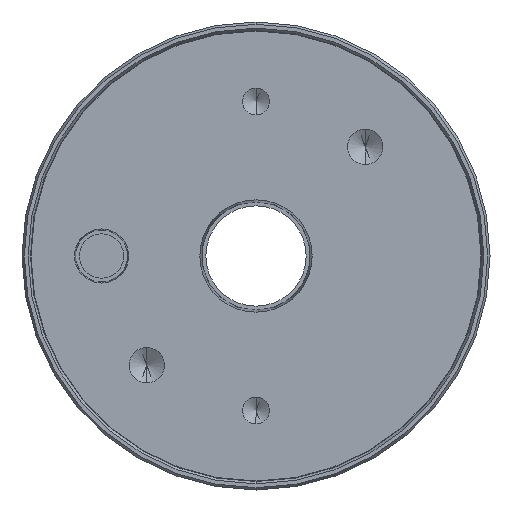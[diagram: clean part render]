
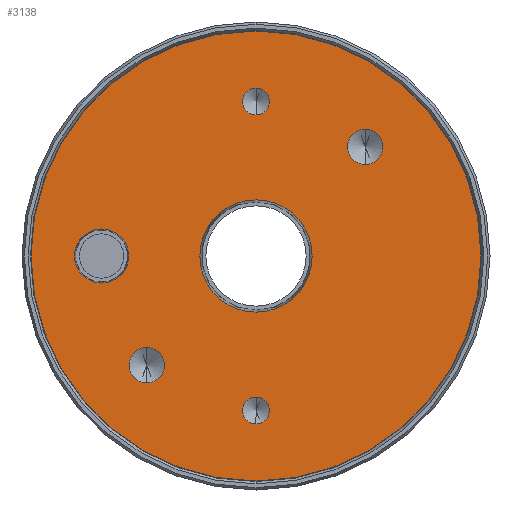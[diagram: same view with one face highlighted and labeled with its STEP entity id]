
A CAD part, front view. The second image highlights one B-rep face of the part: STEP entity #3138.
In plain terms, the highlighted planar face has unit normal (0, -1, 0).
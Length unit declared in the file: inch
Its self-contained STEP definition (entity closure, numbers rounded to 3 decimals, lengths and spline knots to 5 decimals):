
#2 = CARTESIAN_POINT ( 'NONE',  ( 0., 0., 1.155 ) ) ;
#35 = EDGE_CURVE ( 'NONE', #1872, #2837, #2111, .T. ) ;
#40 = DIRECTION ( 'NONE',  ( 0., -1., 0. ) ) ;
#107 = EDGE_CURVE ( 'NONE', #1524, #408, #1459, .T. ) ;
#126 = EDGE_CURVE ( 'NONE', #1440, #2220, #1256, .T. ) ;
#134 = VERTEX_POINT ( 'NONE', #1782 ) ;
#189 = DIRECTION ( 'NONE',  ( 0., 0., 1. ) ) ;
#207 = EDGE_LOOP ( 'NONE', ( #3286, #2436 ) ) ;
#218 = VERTEX_POINT ( 'NONE', #1323 ) ;
#237 = DIRECTION ( 'NONE',  ( 0., -1., 0. ) ) ;
#272 = EDGE_CURVE ( 'NONE', #408, #1524, #1196, .T. ) ;
#282 = AXIS2_PLACEMENT_3D ( 'NONE', #2544, #237, #1011 ) ;
#283 = EDGE_CURVE ( 'NONE', #2112, #2207, #1448, .T. ) ;
#315 = DIRECTION ( 'NONE',  ( 0., -1., 0. ) ) ;
#320 = CIRCLE ( 'NONE', #2265, 0.1005 ) ;
#338 = CARTESIAN_POINT ( 'NONE',  ( 0., 0., -1.155 ) ) ;
#371 = DIRECTION ( 'NONE',  ( 0., 0., 1. ) ) ;
#377 = CARTESIAN_POINT ( 'NONE',  ( 0., 0., -1.0545 ) ) ;
#408 = VERTEX_POINT ( 'NONE', #3335 ) ;
#410 = EDGE_CURVE ( 'NONE', #2412, #3353, #1825, .T. ) ;
#447 = FACE_BOUND ( 'NONE', #1392, .T. ) ;
#467 = ORIENTED_EDGE ( 'NONE', *, *, #2783, .F. ) ;
#494 = DIRECTION ( 'NONE',  ( 0., 1., 0. ) ) ;
#500 = DIRECTION ( 'NONE',  ( 0., -1., 0. ) ) ;
#526 = DIRECTION ( 'NONE',  ( 0., 0., -1. ) ) ;
#573 = EDGE_LOOP ( 'NONE', ( #1543, #1376 ) ) ;
#577 = ORIENTED_EDGE ( 'NONE', *, *, #35, .F. ) ;
#714 = CARTESIAN_POINT ( 'NONE',  ( 0., 0., -0.42 ) ) ;
#735 = DIRECTION ( 'NONE',  ( 0., 0., 1. ) ) ;
#812 = AXIS2_PLACEMENT_3D ( 'NONE', #2944, #1191, #2422 ) ;
#839 = EDGE_CURVE ( 'NONE', #134, #1431, #2072, .T. ) ;
#872 = DIRECTION ( 'NONE',  ( 0., 0., 1. ) ) ;
#907 = DIRECTION ( 'NONE',  ( 0., 0., 1. ) ) ;
#923 = FACE_OUTER_BOUND ( 'NONE', #207, .T. ) ;
#939 = FACE_BOUND ( 'NONE', #1240, .T. ) ;
#1011 = DIRECTION ( 'NONE',  ( 0., 0., 1. ) ) ;
#1053 = EDGE_CURVE ( 'NONE', #218, #3111, #1264, .T. ) ;
#1057 = ORIENTED_EDGE ( 'NONE', *, *, #2493, .F. ) ;
#1070 = DIRECTION ( 'NONE',  ( 0., 0., 1. ) ) ;
#1095 = ORIENTED_EDGE ( 'NONE', *, *, #1053, .F. ) ;
#1097 = DIRECTION ( 'NONE',  ( 0., 0., 1. ) ) ;
#1102 = CARTESIAN_POINT ( 'NONE',  ( 0., 0., 0.42 ) ) ;
#1134 = EDGE_CURVE ( 'NONE', #2837, #1872, #2012, .T. ) ;
#1171 = CARTESIAN_POINT ( 'NONE',  ( 0., 0., -1.155 ) ) ;
#1179 = FACE_BOUND ( 'NONE', #2070, .T. ) ;
#1191 = DIRECTION ( 'NONE',  ( 0., -1., 0. ) ) ;
#1196 = CIRCLE ( 'NONE', #812, 0.1005 ) ;
#1218 = PLANE ( 'NONE',  #1994 ) ;
#1240 = EDGE_LOOP ( 'NONE', ( #3209, #1303 ) ) ;
#1256 = CIRCLE ( 'NONE', #282, 0.13281 ) ;
#1258 = CARTESIAN_POINT ( 'NONE',  ( 0., 0., 0. ) ) ;
#1264 = CIRCLE ( 'NONE', #2861, 0.1005 ) ;
#1303 = ORIENTED_EDGE ( 'NONE', *, *, #272, .F. ) ;
#1323 = CARTESIAN_POINT ( 'NONE',  ( 0., 0., -1.2555 ) ) ;
#1351 = CIRCLE ( 'NONE', #1819, 1.6825 ) ;
#1352 = CIRCLE ( 'NONE', #2308, 0.42 ) ;
#1355 = DIRECTION ( 'NONE',  ( 0., 0., 1. ) ) ;
#1364 = DIRECTION ( 'NONE',  ( 0., -1., 0. ) ) ;
#1376 = ORIENTED_EDGE ( 'NONE', *, *, #1917, .F. ) ;
#1392 = EDGE_LOOP ( 'NONE', ( #1057, #3180 ) ) ;
#1416 = AXIS2_PLACEMENT_3D ( 'NONE', #3031, #2505, #735 ) ;
#1431 = VERTEX_POINT ( 'NONE', #2168 ) ;
#1440 = VERTEX_POINT ( 'NONE', #3193 ) ;
#1448 = CIRCLE ( 'NONE', #2902, 0.42 ) ;
#1459 = CIRCLE ( 'NONE', #1841, 0.1005 ) ;
#1505 = DIRECTION ( 'NONE',  ( 0., -1., 0. ) ) ;
#1524 = VERTEX_POINT ( 'NONE', #2773 ) ;
#1543 = ORIENTED_EDGE ( 'NONE', *, *, #839, .F. ) ;
#1577 = CARTESIAN_POINT ( 'NONE',  ( -1.155, 0., -0.2025 ) ) ;
#1634 = AXIS2_PLACEMENT_3D ( 'NONE', #1888, #315, #2891 ) ;
#1670 = DIRECTION ( 'NONE',  ( 0., -1., 0. ) ) ;
#1675 = AXIS2_PLACEMENT_3D ( 'NONE', #3307, #1990, #3282 ) ;
#1782 = CARTESIAN_POINT ( 'NONE',  ( 0.81671, 0., 0.94952 ) ) ;
#1819 = AXIS2_PLACEMENT_3D ( 'NONE', #2916, #1364, #2382 ) ;
#1825 = CIRCLE ( 'NONE', #2413, 1.6825 ) ;
#1841 = AXIS2_PLACEMENT_3D ( 'NONE', #2, #1505, #3073 ) ;
#1866 = CARTESIAN_POINT ( 'NONE',  ( 0., 0., 0. ) ) ;
#1871 = CARTESIAN_POINT ( 'NONE',  ( -0.81671, 0., -0.68389 ) ) ;
#1872 = VERTEX_POINT ( 'NONE', #1577 ) ;
#1888 = CARTESIAN_POINT ( 'NONE',  ( 0.81671, 0., 0.81671 ) ) ;
#1917 = EDGE_CURVE ( 'NONE', #1431, #134, #2285, .T. ) ;
#1990 = DIRECTION ( 'NONE',  ( 0., -1., 0. ) ) ;
#1994 = AXIS2_PLACEMENT_3D ( 'NONE', #1258, #494, #526 ) ;
#1999 = CARTESIAN_POINT ( 'NONE',  ( 0., 0., 1.6825 ) ) ;
#2012 = CIRCLE ( 'NONE', #1416, 0.2025 ) ;
#2070 = EDGE_LOOP ( 'NONE', ( #2377, #1095 ) ) ;
#2072 = CIRCLE ( 'NONE', #2490, 0.13281 ) ;
#2111 = CIRCLE ( 'NONE', #1675, 0.2025 ) ;
#2112 = VERTEX_POINT ( 'NONE', #714 ) ;
#2127 = DIRECTION ( 'NONE',  ( 0., -1., 0. ) ) ;
#2168 = CARTESIAN_POINT ( 'NONE',  ( 0.81671, 0., 0.68389 ) ) ;
#2169 = EDGE_LOOP ( 'NONE', ( #2823, #577 ) ) ;
#2207 = VERTEX_POINT ( 'NONE', #1102 ) ;
#2220 = VERTEX_POINT ( 'NONE', #1871 ) ;
#2265 = AXIS2_PLACEMENT_3D ( 'NONE', #1171, #2627, #1355 ) ;
#2285 = CIRCLE ( 'NONE', #1634, 0.13281 ) ;
#2308 = AXIS2_PLACEMENT_3D ( 'NONE', #1866, #3196, #1097 ) ;
#2376 = CARTESIAN_POINT ( 'NONE',  ( 0., 0., -1.6825 ) ) ;
#2377 = ORIENTED_EDGE ( 'NONE', *, *, #2708, .F. ) ;
#2382 = DIRECTION ( 'NONE',  ( 0., 0., 1. ) ) ;
#2412 = VERTEX_POINT ( 'NONE', #1999 ) ;
#2413 = AXIS2_PLACEMENT_3D ( 'NONE', #2744, #500, #189 ) ;
#2418 = CARTESIAN_POINT ( 'NONE',  ( -1.155, 0., 0.2025 ) ) ;
#2422 = DIRECTION ( 'NONE',  ( 0., 0., 1. ) ) ;
#2436 = ORIENTED_EDGE ( 'NONE', *, *, #2530, .T. ) ;
#2440 = FACE_BOUND ( 'NONE', #2169, .T. ) ;
#2490 = AXIS2_PLACEMENT_3D ( 'NONE', #2948, #1670, #907 ) ;
#2493 = EDGE_CURVE ( 'NONE', #2220, #1440, #3347, .T. ) ;
#2505 = DIRECTION ( 'NONE',  ( 0., -1., 0. ) ) ;
#2530 = EDGE_CURVE ( 'NONE', #3353, #2412, #1351, .T. ) ;
#2543 = ORIENTED_EDGE ( 'NONE', *, *, #283, .F. ) ;
#2544 = CARTESIAN_POINT ( 'NONE',  ( -0.81671, 0., -0.81671 ) ) ;
#2627 = DIRECTION ( 'NONE',  ( 0., -1., 0. ) ) ;
#2705 = FACE_BOUND ( 'NONE', #573, .T. ) ;
#2708 = EDGE_CURVE ( 'NONE', #3111, #218, #320, .T. ) ;
#2744 = CARTESIAN_POINT ( 'NONE',  ( 0., 0., 0. ) ) ;
#2773 = CARTESIAN_POINT ( 'NONE',  ( 0., 0., 1.2555 ) ) ;
#2783 = EDGE_CURVE ( 'NONE', #2207, #2112, #1352, .T. ) ;
#2823 = ORIENTED_EDGE ( 'NONE', *, *, #1134, .F. ) ;
#2837 = VERTEX_POINT ( 'NONE', #2418 ) ;
#2846 = CARTESIAN_POINT ( 'NONE',  ( -0.81671, 0., -0.81671 ) ) ;
#2861 = AXIS2_PLACEMENT_3D ( 'NONE', #338, #2127, #872 ) ;
#2891 = DIRECTION ( 'NONE',  ( 0., 0., 1. ) ) ;
#2902 = AXIS2_PLACEMENT_3D ( 'NONE', #3000, #2982, #371 ) ;
#2916 = CARTESIAN_POINT ( 'NONE',  ( 0., 0., 0. ) ) ;
#2944 = CARTESIAN_POINT ( 'NONE',  ( 0., 0., 1.155 ) ) ;
#2948 = CARTESIAN_POINT ( 'NONE',  ( 0.81671, 0., 0.81671 ) ) ;
#2982 = DIRECTION ( 'NONE',  ( 0., -1., 0. ) ) ;
#3000 = CARTESIAN_POINT ( 'NONE',  ( 0., 0., 0. ) ) ;
#3031 = CARTESIAN_POINT ( 'NONE',  ( -1.155, 0., 0. ) ) ;
#3073 = DIRECTION ( 'NONE',  ( 0., 0., 1. ) ) ;
#3111 = VERTEX_POINT ( 'NONE', #377 ) ;
#3138 = ADVANCED_FACE ( 'NONE', ( #447, #2705, #1179, #939, #2440, #3279, #923 ), #1218, .F. ) ;
#3180 = ORIENTED_EDGE ( 'NONE', *, *, #126, .F. ) ;
#3183 = AXIS2_PLACEMENT_3D ( 'NONE', #2846, #40, #1070 ) ;
#3193 = CARTESIAN_POINT ( 'NONE',  ( -0.81671, 0., -0.94952 ) ) ;
#3196 = DIRECTION ( 'NONE',  ( 0., -1., 0. ) ) ;
#3202 = EDGE_LOOP ( 'NONE', ( #467, #2543 ) ) ;
#3209 = ORIENTED_EDGE ( 'NONE', *, *, #107, .F. ) ;
#3279 = FACE_BOUND ( 'NONE', #3202, .T. ) ;
#3282 = DIRECTION ( 'NONE',  ( 0., 0., 1. ) ) ;
#3286 = ORIENTED_EDGE ( 'NONE', *, *, #410, .T. ) ;
#3307 = CARTESIAN_POINT ( 'NONE',  ( -1.155, 0., 0. ) ) ;
#3335 = CARTESIAN_POINT ( 'NONE',  ( 0., 0., 1.0545 ) ) ;
#3347 = CIRCLE ( 'NONE', #3183, 0.13281 ) ;
#3353 = VERTEX_POINT ( 'NONE', #2376 ) ;
